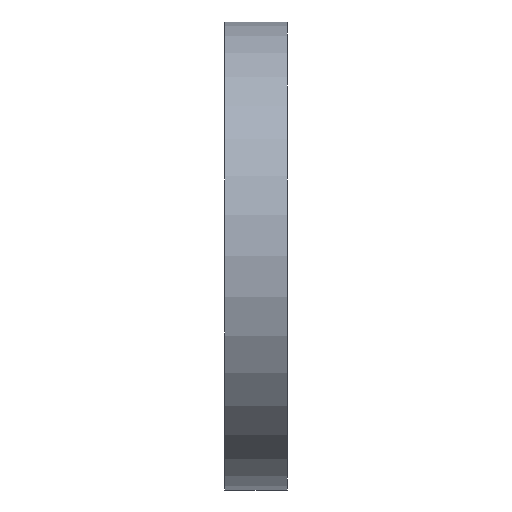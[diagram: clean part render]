
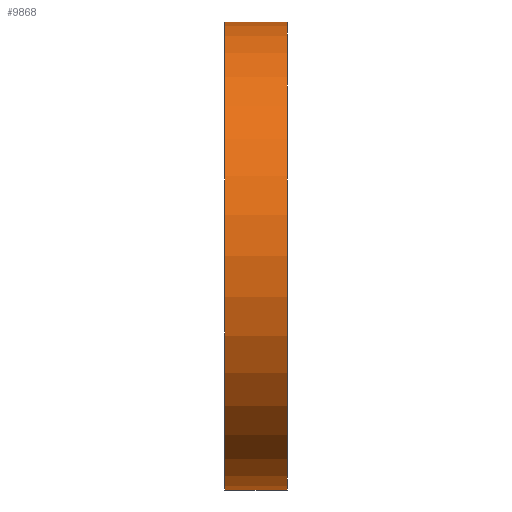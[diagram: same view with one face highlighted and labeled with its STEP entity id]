
A CAD part, left-side view. The second image highlights one B-rep face of the part: STEP entity #9868.
In plain terms, the highlighted cylindrical face has radius 15 mm (diameter 30 mm), a partial arc.
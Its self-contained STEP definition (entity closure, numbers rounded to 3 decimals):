
#219 = AXIS2_PLACEMENT_3D ( 'NONE', #5851, #714, #10866 ) ;
#467 = VERTEX_POINT ( 'NONE', #3241 ) ;
#525 = DIRECTION ( 'NONE',  ( 0., 0., -1. ) ) ;
#646 = VECTOR ( 'NONE', #1491, 1000. ) ;
#714 = DIRECTION ( 'NONE',  ( 0., 1., 0. ) ) ;
#906 = CARTESIAN_POINT ( 'NONE',  ( 0., 0., 15. ) ) ;
#1428 = CARTESIAN_POINT ( 'NONE',  ( 0., 4., -15. ) ) ;
#1491 = DIRECTION ( 'NONE',  ( 0., -1., 0. ) ) ;
#2416 = CARTESIAN_POINT ( 'NONE',  ( 0., 4., -15. ) ) ;
#3241 = CARTESIAN_POINT ( 'NONE',  ( 0., 0., -15. ) ) ;
#3408 = CIRCLE ( 'NONE', #12949, 15. ) ;
#3788 = CARTESIAN_POINT ( 'NONE',  ( 0., 4., 0. ) ) ;
#4166 = ORIENTED_EDGE ( 'NONE', *, *, #6419, .F. ) ;
#4532 = AXIS2_PLACEMENT_3D ( 'NONE', #9462, #6571, #525 ) ;
#5119 = VERTEX_POINT ( 'NONE', #2416 ) ;
#5248 = ORIENTED_EDGE ( 'NONE', *, *, #8461, .T. ) ;
#5788 = ORIENTED_EDGE ( 'NONE', *, *, #9986, .F. ) ;
#5851 = CARTESIAN_POINT ( 'NONE',  ( 0., 0., 0. ) ) ;
#5963 = CIRCLE ( 'NONE', #219, 15. ) ;
#6099 = CYLINDRICAL_SURFACE ( 'NONE', #4532, 15. ) ;
#6381 = LINE ( 'NONE', #1428, #8785 ) ;
#6419 = EDGE_CURVE ( 'NONE', #9810, #7075, #10794, .T. ) ;
#6571 = DIRECTION ( 'NONE',  ( 0., -1., 0. ) ) ;
#6668 = DIRECTION ( 'NONE',  ( 0., 0., 1. ) ) ;
#7075 = VERTEX_POINT ( 'NONE', #906 ) ;
#8461 = EDGE_CURVE ( 'NONE', #5119, #467, #6381, .T. ) ;
#8785 = VECTOR ( 'NONE', #10500, 1000. ) ;
#8790 = FACE_OUTER_BOUND ( 'NONE', #9641, .T. ) ;
#9462 = CARTESIAN_POINT ( 'NONE',  ( 0., 4., 0. ) ) ;
#9641 = EDGE_LOOP ( 'NONE', ( #4166, #5788, #5248, #12164 ) ) ;
#9810 = VERTEX_POINT ( 'NONE', #11545 ) ;
#9868 = ADVANCED_FACE ( 'NONE', ( #8790 ), #6099, .T. ) ;
#9870 = EDGE_CURVE ( 'NONE', #467, #7075, #5963, .T. ) ;
#9986 = EDGE_CURVE ( 'NONE', #5119, #9810, #3408, .T. ) ;
#10500 = DIRECTION ( 'NONE',  ( 0., -1., 0. ) ) ;
#10611 = CARTESIAN_POINT ( 'NONE',  ( 0., 4., 15. ) ) ;
#10794 = LINE ( 'NONE', #10611, #646 ) ;
#10866 = DIRECTION ( 'NONE',  ( 0., 0., 1. ) ) ;
#11545 = CARTESIAN_POINT ( 'NONE',  ( 0., 4., 15. ) ) ;
#11882 = DIRECTION ( 'NONE',  ( 0., 1., 0. ) ) ;
#12164 = ORIENTED_EDGE ( 'NONE', *, *, #9870, .T. ) ;
#12949 = AXIS2_PLACEMENT_3D ( 'NONE', #3788, #11882, #6668 ) ;
